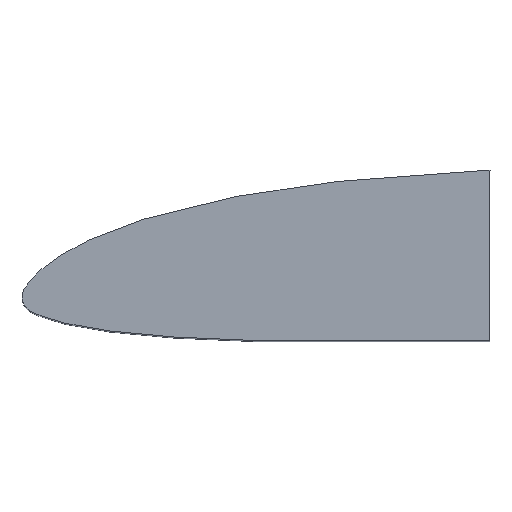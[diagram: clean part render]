
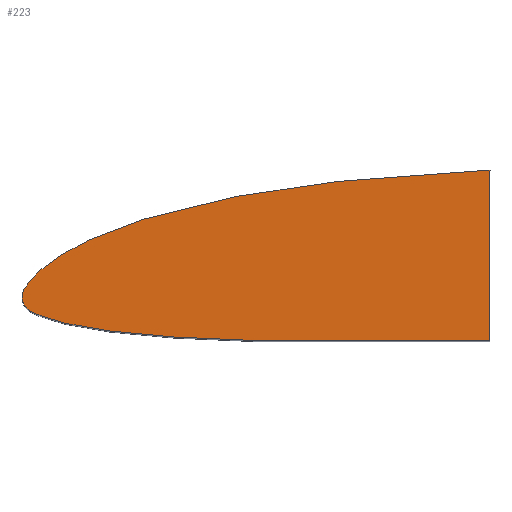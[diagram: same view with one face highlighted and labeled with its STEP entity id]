
A CAD part, top view. The second image highlights one B-rep face of the part: STEP entity #223.
In plain terms, the highlighted planar face has unit normal (0, 0, 1).
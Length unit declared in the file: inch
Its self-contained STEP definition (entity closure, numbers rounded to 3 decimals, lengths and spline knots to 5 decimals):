
#13 = CARTESIAN_POINT ( 'NONE',  ( 0.46974, 0.39386, 4. ) ) ;
#15 = CARTESIAN_POINT ( 'NONE',  ( 3., -0.27461, 4. ) ) ;
#16 = DIRECTION ( 'NONE',  ( 0., 0., -1. ) ) ;
#33 = CARTESIAN_POINT ( 'NONE',  ( 0.5231, -0.20818, 4. ) ) ;
#34 = VECTOR ( 'NONE', #170, 39.37008 ) ;
#38 = CARTESIAN_POINT ( 'NONE',  ( 2.99848, -0.27463, 4. ) ) ;
#41 = CARTESIAN_POINT ( 'NONE',  ( 2.86027, 0.81399, 4. ) ) ;
#47 = CARTESIAN_POINT ( 'NONE',  ( 3., 0.81987, 4. ) ) ;
#60 = CARTESIAN_POINT ( 'NONE',  ( 1.1441, -0.26141, 4. ) ) ;
#61 = FACE_OUTER_BOUND ( 'NONE', #214, .T. ) ;
#62 = CARTESIAN_POINT ( 'NONE',  ( 2.4747, -0.28141, 4. ) ) ;
#63 = PLANE ( 'NONE',  #173 ) ;
#64 = CARTESIAN_POINT ( 'NONE',  ( 0.14118, -0.12179, 4. ) ) ;
#73 = LINE ( 'NONE', #232, #34 ) ;
#79 = CARTESIAN_POINT ( 'NONE',  ( 0.27906, 0.29684, 4. ) ) ;
#80 = CARTESIAN_POINT ( 'NONE',  ( 0.29876, -0.17143, 4. ) ) ;
#87 = B_SPLINE_CURVE_WITH_KNOTS ( 'NONE', 3,
 ( #115, #41, #117, #199, #138, #222, #242, #197, #13, #79, #119, #159, #219, #243, #64, #80, #33, #177, #60, #244, #114, #62, #261, #38, #15 ),
 .UNSPECIFIED., .F., .F.,
 ( 4, 1, 1, 1, 1, 1, 1, 1, 1, 1, 1, 1, 1, 1, 1, 1, 1, 1, 1, 1, 1, 1, 4 ),
 ( 0.37207, 0.38931, 0.40832, 0.42577, 0.44159, 0.45568, 0.46801, 0.47857, 0.48736, 0.49442, 0.4998, 0.5036, 0.50652, 0.51106, 0.51792, 0.5272, 0.53887, 0.55288, 0.56913, 0.58749, 0.60776, 0.62973, 0.62991 ),
 .UNSPECIFIED. ) ;
#92 = EDGE_CURVE ( 'NONE', #132, #246, #87, .T. ) ;
#99 = DIRECTION ( 'NONE',  ( -1., 0., 0. ) ) ;
#111 = ORIENTED_EDGE ( 'NONE', *, *, #92, .T. ) ;
#114 = CARTESIAN_POINT ( 'NONE',  ( 1.98322, -0.2817, 4. ) ) ;
#115 = CARTESIAN_POINT ( 'NONE',  ( 3., 0.81987, 4. ) ) ;
#117 = CARTESIAN_POINT ( 'NONE',  ( 2.56669, 0.79818, 4. ) ) ;
#119 = CARTESIAN_POINT ( 'NONE',  ( 0.13424, 0.19933, 4. ) ) ;
#123 = EDGE_CURVE ( 'NONE', #132, #246, #73, .T. ) ;
#132 = VERTEX_POINT ( 'NONE', #47 ) ;
#138 = CARTESIAN_POINT ( 'NONE',  ( 1.71159, 0.70996, 4. ) ) ;
#159 = CARTESIAN_POINT ( 'NONE',  ( 0.04529, 0.10588, 4. ) ) ;
#170 = DIRECTION ( 'NONE',  ( 0., -1., 0. ) ) ;
#173 = AXIS2_PLACEMENT_3D ( 'NONE', #226, #16, #99 ) ;
#177 = CARTESIAN_POINT ( 'NONE',  ( 0.80442, -0.23952, 4. ) ) ;
#181 = CARTESIAN_POINT ( 'NONE',  ( 3., -0.27461, 4. ) ) ;
#197 = CARTESIAN_POINT ( 'NONE',  ( 0.71022, 0.48618, 4. ) ) ;
#199 = CARTESIAN_POINT ( 'NONE',  ( 2.13257, 0.76149, 4. ) ) ;
#214 = EDGE_LOOP ( 'NONE', ( #111, #260 ) ) ;
#219 = CARTESIAN_POINT ( 'NONE',  ( -0.01344, 0.01599, 4. ) ) ;
#222 = CARTESIAN_POINT ( 'NONE',  ( 1.33263, 0.64599, 4. ) ) ;
#223 = ADVANCED_FACE ( 'NONE', ( #61 ), #63, .F. ) ;
#226 = CARTESIAN_POINT ( 'NONE',  ( 0.03551, 0.0874, 4. ) ) ;
#232 = CARTESIAN_POINT ( 'NONE',  ( 3., 0., 4. ) ) ;
#242 = CARTESIAN_POINT ( 'NONE',  ( 0.99813, 0.57085, 4. ) ) ;
#243 = CARTESIAN_POINT ( 'NONE',  ( 0.02658, -0.07888, 4. ) ) ;
#244 = CARTESIAN_POINT ( 'NONE',  ( 1.53811, -0.27541, 4. ) ) ;
#246 = VERTEX_POINT ( 'NONE', #181 ) ;
#260 = ORIENTED_EDGE ( 'NONE', *, *, #123, .F. ) ;
#261 = CARTESIAN_POINT ( 'NONE',  ( 2.81881, -0.27747, 4. ) ) ;
